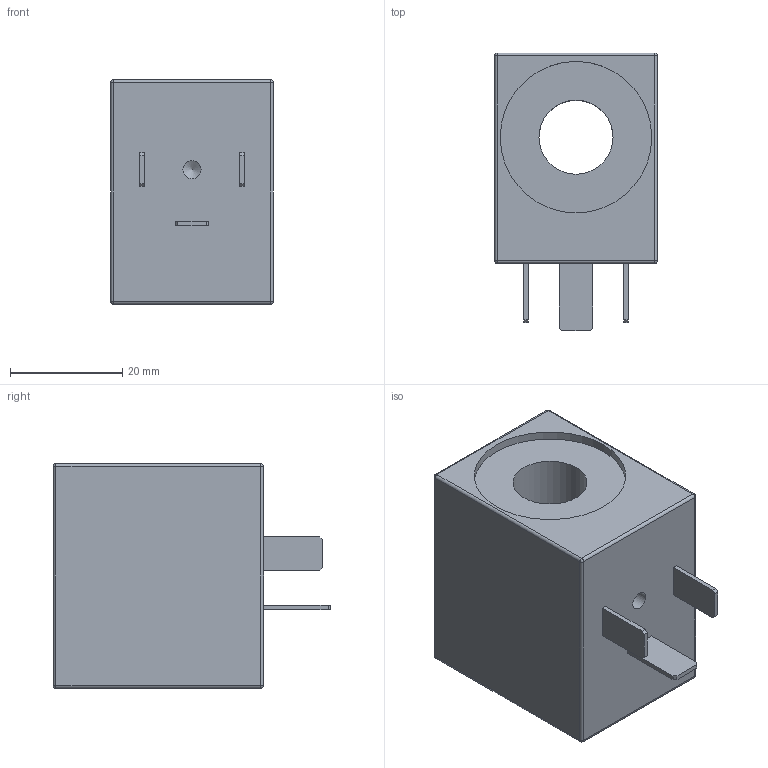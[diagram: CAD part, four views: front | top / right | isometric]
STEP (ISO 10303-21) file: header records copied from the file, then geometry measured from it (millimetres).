
FILE_DESCRIPTION(/* description */ ('Unknown'),/* implementation_level */ '2;1');
FILE_NAME(/* name */ '-MF-0502',/* time_stamp */ '2019-03-20T13:47:37+01:00',/* author */ ('Unknown'),/* organization */ ('Unknown'),/* preprocessor_version */ 'ST-DEVELOPER v16.7',/* originating_system */ 'DEX',/* authorisation */ $);
FILE_SCHEMA (('AUTOMOTIVE_DESIGN {1 0 10303 214 3 1 1}'));
Length unit declared in the file: millimetre
Products named in the file (1): Parte1
Bounding box: 29 x 49.5 x 40 mm (x, y, z)
Volume: 36810.1 mm3; surface area: 9416.6 mm2
Topology: 1 solids, 1 shells, 54 faces, 126 edges, 71 vertices
Faces by surface type: plane 29, cylinder 16, sphere 8, cone 1
Full cylindrical faces by diameter (mm): 3.242 x1, 13.2 x1, 27 x2
Entity records: 1808 total; most frequent: DIRECTION 252, CARTESIAN_POINT 234, ORIENTED_EDGE 220, EDGE_CURVE 110, AXIS2_PLACEMENT_3D 87, LINE 78, VECTOR 78, VERTEX_POINT 69
